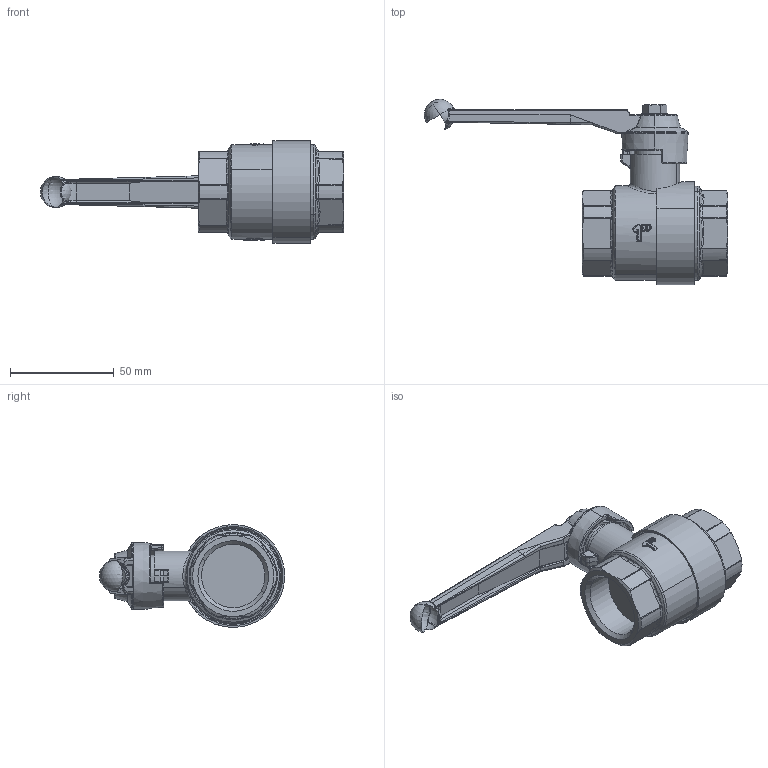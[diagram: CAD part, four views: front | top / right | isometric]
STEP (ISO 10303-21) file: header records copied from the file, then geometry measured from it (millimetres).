
FILE_DESCRIPTION(('CATIA V5 STEP Exchange'),'2;1');
FILE_NAME('STEP_323060_-_TST.stp','2019-05-21T09:50:42+00:00',('none'),('none'),'CATIA Version 5-6 Release 2016 SP4','CATIA V5 STEP AP203','none');
FILE_SCHEMA(('CONFIG_CONTROL_DESIGN'));
Products named in the file (1): 323060_ALLCATPART
Bounding box: 145.94 x 89.17 x 49.49 mm (x, y, z)
Volume: 111896.8 mm3; surface area: 31342.3 mm2
Topology: 1 solids, 5 shells, 818 faces, 2030 edges, 1185 vertices
Faces by surface type: bspline 325, cylinder 168, plane 122, torus 93, cone 78, sphere 30, revolution 2
Entity records: 38217 total; most frequent: CARTESIAN_POINT 23139, ORIENTED_EDGE 3952, EDGE_CURVE 1976, DIRECTION 1634, VERTEX_POINT 1185, B_SPLINE_CURVE_WITH_KNOTS 1040, AXIS2_PLACEMENT_3D 861, EDGE_LOOP 839
